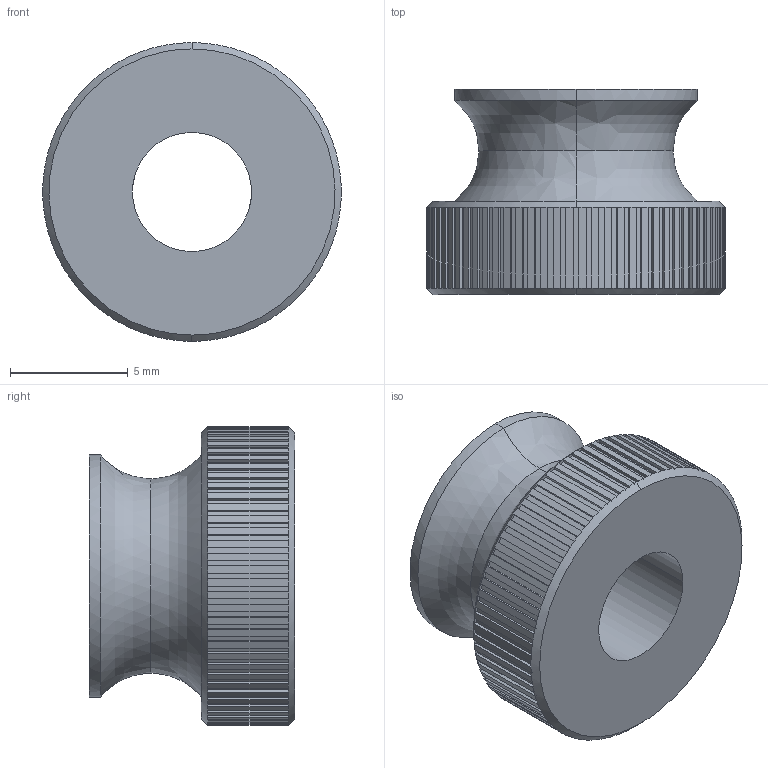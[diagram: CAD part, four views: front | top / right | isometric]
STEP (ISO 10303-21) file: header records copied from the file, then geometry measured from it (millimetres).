
FILE_DESCRIPTION(/* description */ (''),/* implementation_level */ '2;1');
FILE_NAME(/* name */ '18-8_R~1',/* time_stamp */ '2018-04-27T14:16:46-07:00',/* author */ (''),/* organization */ (''),/* preprocessor_version */ 'ST-DEVELOPER v15',/* originating_system */ '',/* authorisation */ '');
FILE_SCHEMA (('AUTOMOTIVE_DESIGN'));
Length unit declared in the file: inch
Products named in the file (1): Document
Bounding box: 12.7 x 8.73 x 12.7 mm (x, y, z)
Volume: 622.2 mm3; surface area: 719.5 mm2
Topology: 1 solids, 1 shells, 448 faces, 1043 edges, 598 vertices
Faces by surface type: plane 291, bspline 157
Entity records: 13089 total; most frequent: CARTESIAN_POINT 6529, ORIENTED_EDGE 2086, EDGE_CURVE 1043, VERTEX_POINT 598, B_SPLINE_CURVE_WITH_KNOTS 583, EDGE_LOOP 451, ADVANCED_FACE 448, FACE_OUTER_BOUND 448
